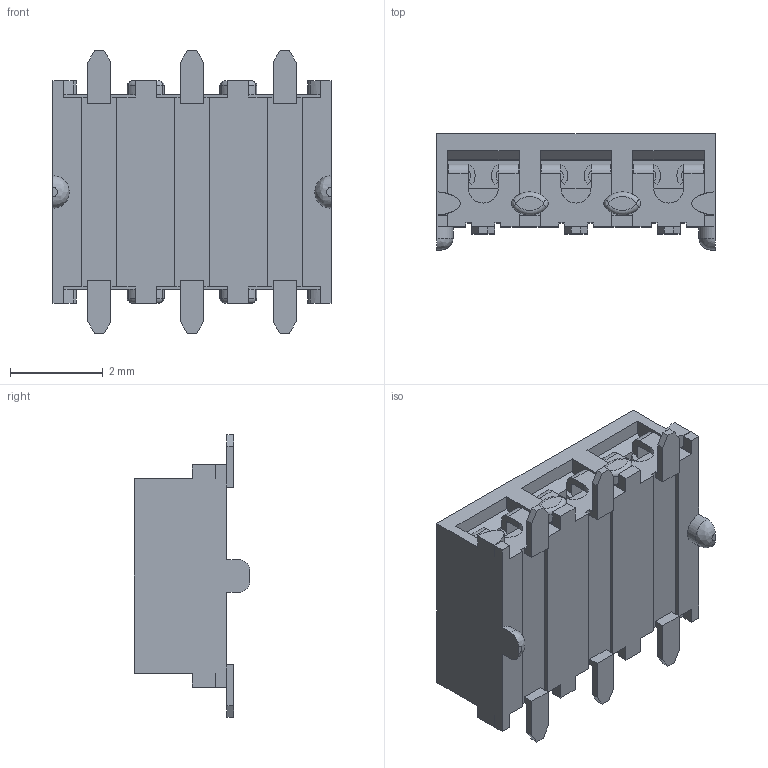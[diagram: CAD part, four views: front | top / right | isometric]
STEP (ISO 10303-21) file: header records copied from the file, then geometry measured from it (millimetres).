
FILE_DESCRIPTION((''),'2;1');
FILE_NAME('873400624','2013-03-19T',('gga'),(''),'PRO/ENGINEER BY PARAMETRIC TECHNOLOGY CORPORATION, 2011490','PRO/ENGINEER BY PARAMETRIC TECHNOLOGY CORPORATION, 2011490','');
FILE_SCHEMA(('CONFIG_CONTROL_DESIGN'));
Length unit declared in the file: millimetre
Products named in the file (1): 873400624
Bounding box: 6 x 2.5 x 6.1 mm (x, y, z)
Volume: 41.1 mm3; surface area: 185.2 mm2
Topology: 1 solids, 1 shells, 416 faces, 1196 edges, 772 vertices
Faces by surface type: plane 314, cylinder 84, bspline 10, torus 8
Entity records: 13639 total; most frequent: CARTESIAN_POINT 2527, ORIENTED_EDGE 2332, DIRECTION 2256, EDGE_CURVE 1166, VECTOR 950, LINE 950, VERTEX_POINT 740, AXIS2_PLACEMENT_3D 653
